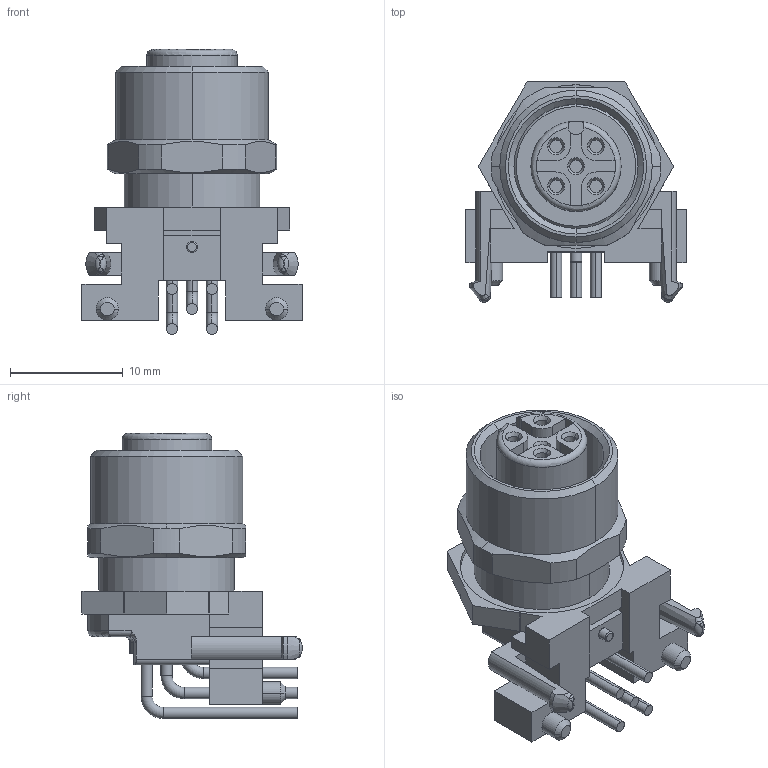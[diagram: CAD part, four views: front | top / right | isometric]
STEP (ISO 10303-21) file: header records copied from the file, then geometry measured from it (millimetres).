
FILE_DESCRIPTION((''),'2;1');
FILE_NAME('C-4-2172072-2','2016-02-12T',('workeradm'),('Tyco Electronics Ltd.'),'CREO PARAMETRIC BY PTC INC, 2015200','CREO PARAMETRIC BY PTC INC, 2015200','');
FILE_SCHEMA(('AUTOMOTIVE_DESIGN { 1 0 10303 214 1 1 1 1 }'));
Length unit declared in the file: millimetre
Products named in the file (1): C-4-2172072-2
Bounding box: 19.5 x 19.5 x 25.26 mm (x, y, z)
Volume: 2762.7 mm3; surface area: 2665.2 mm2
Topology: 1 solids, 1 shells, 256 faces, 638 edges, 400 vertices
Faces by surface type: plane 114, cylinder 77, cone 30, torus 20, bspline 15
Entity records: 8755 total; most frequent: CARTESIAN_POINT 2675, ORIENTED_EDGE 1276, DIRECTION 1245, EDGE_CURVE 638, AXIS2_PLACEMENT_3D 453, VERTEX_POINT 400, VECTOR 339, LINE 339
